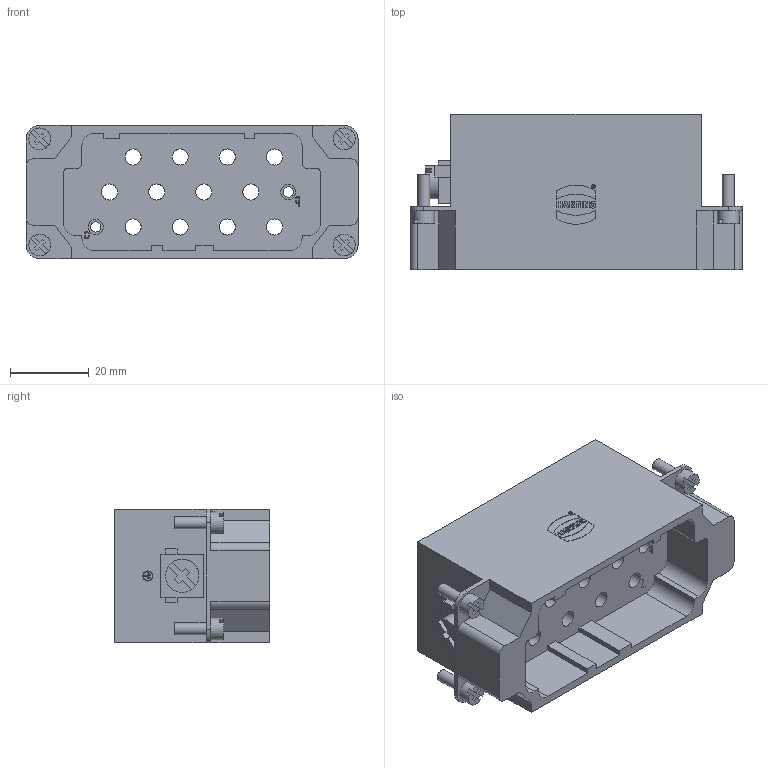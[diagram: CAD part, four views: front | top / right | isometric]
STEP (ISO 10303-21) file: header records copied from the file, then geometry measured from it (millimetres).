
FILE_DESCRIPTION(/* description */ (''),/* implementation_level */ '2;1');
FILE_NAME(/* name */ '100103769ugm000_b.stp',/* time_stamp */ '2017-10-24T08:15:32+02:00',/* author */ (''),/* organization */ (''),/* preprocessor_version */ 'ST-DEVELOPER v16',/* originating_system */ 'SIEMENS PLM Software NX 10.0',/* authorisation */ '');
FILE_SCHEMA (('AUTOMOTIVE_DESIGN { 1 0 10303 214 3 1 1 1 }'));
Length unit declared in the file: millimetre
Products named in the file (1): 100103769ugm000_b
Bounding box: 84.5 x 39.6 x 34 mm (x, y, z)
Volume: 58015.6 mm3; surface area: 23418.4 mm2
Topology: 1 solids, 4 shells, 455 faces, 1163 edges, 789 vertices
Faces by surface type: plane 360, cylinder 86, bspline 9
Full cylindrical faces by diameter (mm): 0.753 x1, 0.986 x1, 2.304 x1, 2.56 x1, 2.6 x2, 3 x4, 3.85 x2, 4 x2, 4.1 x12, 5.5 x4, 6.4 x12, 8.5 x1
Entity records: 14884 total; most frequent: CARTESIAN_POINT 3037, ORIENTED_EDGE 2240, DIRECTION 2163, EDGE_CURVE 1120, LINE 909, VECTOR 909, VERTEX_POINT 774, AXIS2_PLACEMENT_3D 627
